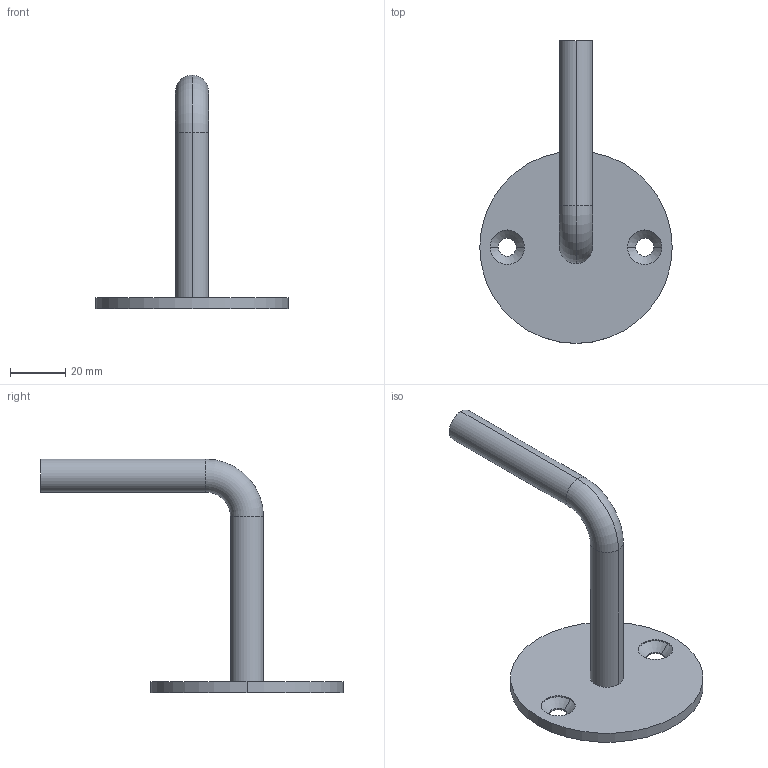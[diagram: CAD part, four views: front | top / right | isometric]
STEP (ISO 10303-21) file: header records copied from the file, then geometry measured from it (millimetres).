
FILE_DESCRIPTION (( 'STEP AP203' ), '1' );
FILE_NAME ('50303-240.STEP', '2020-09-15T07:50:16', ( '' ), ( '' ), 'SwSTEP 2.0', 'SolidWorks 2018', '' );
FILE_SCHEMA (( 'CONFIG_CONTROL_DESIGN' ));
Length unit declared in the file: millimetre
Products named in the file (7): 50303-240 Teil2_50303-240 Teil 2; 50303-240; socket countersunk head screw_din_DIN 7991 - M6 x 16 --- 16S; 50303-240 Teil2; 50303-240 Teil1; socket countersunk head screw_din; 50303-240 Teil1_50303-240 Teil1
Assembly tree (3 placements, depth 2):
  50303-240
    50303-240 Teil1_50303-240 Teil1
    50303-240 Teil2_50303-240 Teil 2
    socket countersunk head screw_din_DIN 7991 - M6 x 16 --- 16S
  50303-240 Teil2
  50303-240 Teil1
  socket countersunk head screw_din
Bounding box: 70 x 110 x 85 mm (x, y, z)
Volume: 30139.4 mm3; surface area: 15504.8 mm2
Topology: 3 solids, 3 shells, 368 faces, 952 edges, 611 vertices
Faces by surface type: plane 131, bspline 117, cone 68, cylinder 48, torus 4
Entity records: 18380 total; most frequent: CARTESIAN_POINT 9433, ORIENTED_EDGE 1892, DIRECTION 1416, EDGE_CURVE 946, VERTEX_POINT 611, VECTOR 524, LINE 524, AXIS2_PLACEMENT_3D 446
